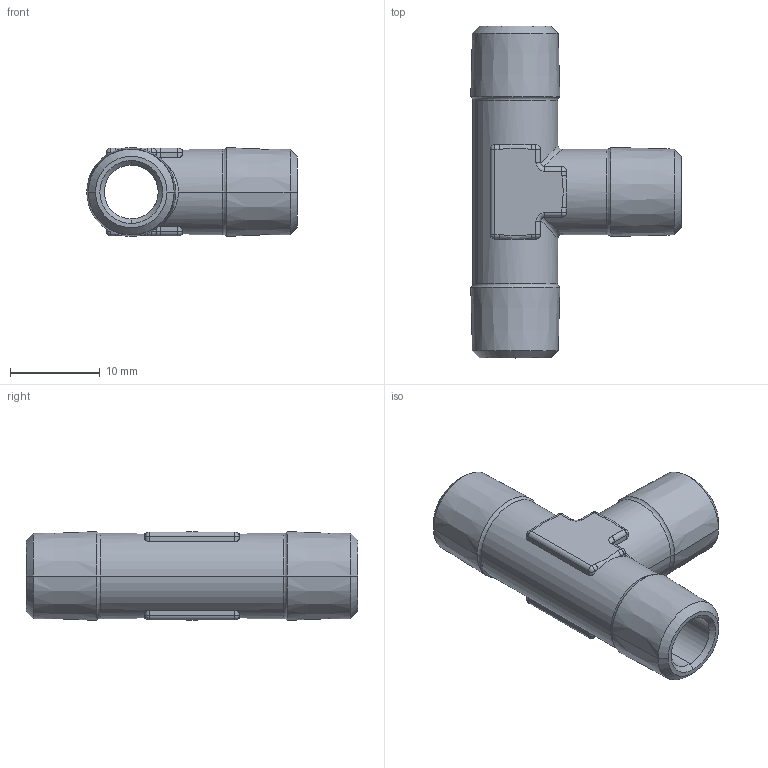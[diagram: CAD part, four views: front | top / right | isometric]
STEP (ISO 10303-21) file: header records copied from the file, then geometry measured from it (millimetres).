
FILE_DESCRIPTION (( 'STEP AP203' ), '1' );
FILE_NAME ('05260001.STEP', '2010-09-13T15:13:46', ( 'Flavio' ), ( '' ), 'SwSTEP 2.0', 'SolidWorks 2009', '' );
FILE_SCHEMA (( 'CONFIG_CONTROL_DESIGN' ));
Length unit declared in the file: millimetre
Products named in the file (1): 05260001
Bounding box: 23.46 x 37 x 9.93 mm (x, y, z)
Volume: 2258.3 mm3; surface area: 2574.7 mm2
Topology: 1 solids, 1 shells, 122 faces, 291 edges, 158 vertices
Faces by surface type: cylinder 47, plane 27, cone 18, sphere 12, torus 10, bspline 8
Entity records: 4320 total; most frequent: CARTESIAN_POINT 1534, DIRECTION 593, ORIENTED_EDGE 558, EDGE_CURVE 279, AXIS2_PLACEMENT_3D 239, VERTEX_POINT 158, EDGE_LOOP 125, CIRCLE 124
